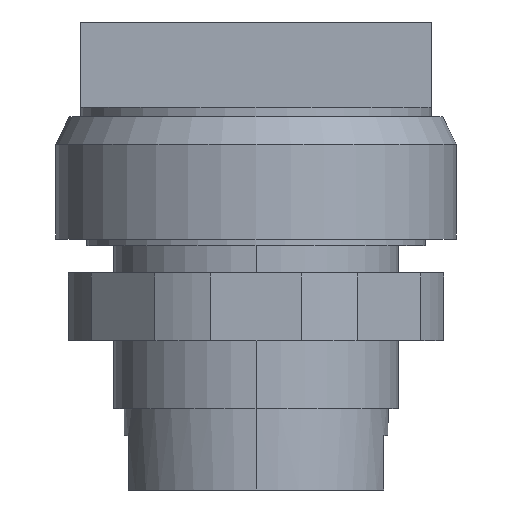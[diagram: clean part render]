
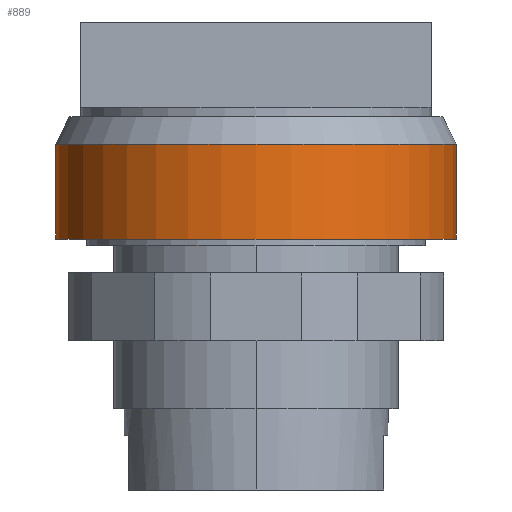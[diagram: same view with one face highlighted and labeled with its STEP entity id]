
A CAD part, front view. The second image highlights one B-rep face of the part: STEP entity #889.
In plain terms, the highlighted cylindrical face has radius 14.75 mm (diameter 29.5 mm), a partial arc.
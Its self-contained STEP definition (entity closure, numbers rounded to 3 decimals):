
#711=CARTESIAN_POINT('',(14.75,-12.25,7.5));
#712=VERTEX_POINT('',#711);
#730=CARTESIAN_POINT('',(-14.75,-12.25,7.5));
#731=VERTEX_POINT('',#730);
#738=CARTESIAN_POINT('',(0.0,-12.25,7.5));
#739=DIRECTION('',(0.0,0.0,1.0));
#740=DIRECTION('',(1.0,0.0,0.0));
#741=AXIS2_PLACEMENT_3D('',#738,#739,#740);
#742=CIRCLE('',#741,14.75);
#743=EDGE_CURVE('',#731,#712,#742,.T.);
#840=CARTESIAN_POINT('',(14.75,-12.25,0.5));
#841=VERTEX_POINT('',#840);
#842=CARTESIAN_POINT('',(14.75,-12.25,0.5));
#843=DIRECTION('',(0.0,0.0,1.0));
#844=VECTOR('',#843,7.0);
#845=LINE('',#842,#844);
#846=EDGE_CURVE('',#841,#712,#845,.T.);
#865=CARTESIAN_POINT('',(0.0,-12.25,0.5));
#866=DIRECTION('',(0.0,0.,1.0));
#867=DIRECTION('',(1.0,0.0,0.0));
#868=AXIS2_PLACEMENT_3D('',#865,#866,#867);
#869=CYLINDRICAL_SURFACE('',#868,14.75);
#870=ORIENTED_EDGE('',*,*,#743,.F.);
#871=CARTESIAN_POINT('',(-14.75,-12.25,0.5));
#872=VERTEX_POINT('',#871);
#873=CARTESIAN_POINT('',(-14.75,-12.25,0.5));
#874=DIRECTION('',(0.0,0.0,1.0));
#875=VECTOR('',#874,7.0);
#876=LINE('',#873,#875);
#877=EDGE_CURVE('',#872,#731,#876,.T.);
#878=ORIENTED_EDGE('',*,*,#877,.F.);
#879=CARTESIAN_POINT('',(0.0,-12.25,0.5));
#880=DIRECTION('',(0.0,0.0,-1.0));
#881=DIRECTION('',(1.0,0.0,0.0));
#882=AXIS2_PLACEMENT_3D('',#879,#880,#881);
#883=CIRCLE('',#882,14.75);
#884=EDGE_CURVE('',#841,#872,#883,.T.);
#885=ORIENTED_EDGE('',*,*,#884,.F.);
#886=ORIENTED_EDGE('',*,*,#846,.T.);
#887=EDGE_LOOP('',(#870,#878,#885,#886));
#888=FACE_OUTER_BOUND('',#887,.T.);
#889=ADVANCED_FACE('',(#888),#869,.T.);
